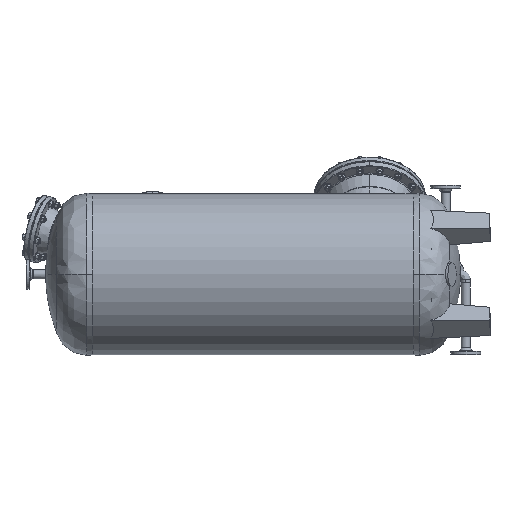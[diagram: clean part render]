
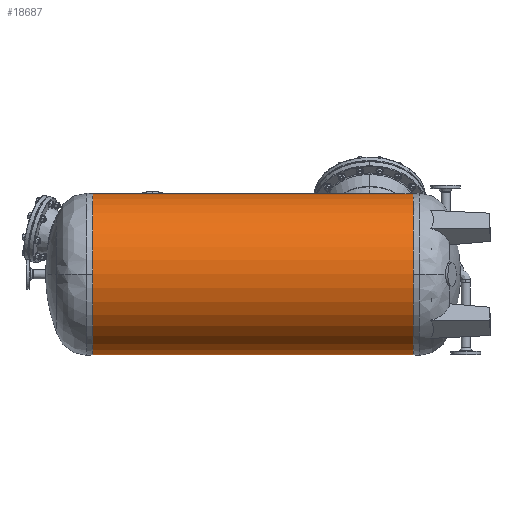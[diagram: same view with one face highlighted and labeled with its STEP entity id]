
A CAD part, left-side view. The second image highlights one B-rep face of the part: STEP entity #18687.
In plain terms, the highlighted cylindrical face has radius 407 mm (diameter 814 mm), a partial arc.
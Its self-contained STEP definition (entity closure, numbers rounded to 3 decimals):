
#490 = ORIENTED_EDGE ( 'NONE', *, *, #4920, .T. ) ;
#3321 = EDGE_CURVE ( 'NONE', #54685, #20294, #18606, .T. ) ;
#3374 = DIRECTION ( 'NONE',  ( 0., 1., 0. ) ) ;
#4548 = CARTESIAN_POINT ( 'NONE',  ( 0., 230.838, 0. ) ) ;
#4920 = EDGE_CURVE ( 'NONE', #47999, #12485, #42014, .T. ) ;
#5346 = CARTESIAN_POINT ( 'NONE',  ( 0., 1851.162, -407. ) ) ;
#5883 = EDGE_CURVE ( 'NONE', #12485, #49885, #15799, .T. ) ;
#7742 = CARTESIAN_POINT ( 'NONE',  ( 0., 1851.162, 0. ) ) ;
#8623 = ORIENTED_EDGE ( 'NONE', *, *, #3321, .T. ) ;
#11408 = AXIS2_PLACEMENT_3D ( 'NONE', #4548, #21793, #38976 ) ;
#11623 = LINE ( 'NONE', #28844, #53366 ) ;
#11739 = DIRECTION ( 'NONE',  ( 0., -1., 0. ) ) ;
#12485 = VERTEX_POINT ( 'NONE', #26953 ) ;
#14276 = CARTESIAN_POINT ( 'NONE',  ( 0., 1851.162, 0. ) ) ;
#14708 = CIRCLE ( 'NONE', #24638, 407. ) ;
#15799 = CIRCLE ( 'NONE', #49996, 407. ) ;
#16048 = DIRECTION ( 'NONE',  ( 0., 1., 0. ) ) ;
#16685 = VECTOR ( 'NONE', #3374, 1000. ) ;
#18606 = CIRCLE ( 'NONE', #47382, 407. ) ;
#18687 = ADVANCED_FACE ( 'NONE', ( #21425 ), #54676, .T. ) ;
#19095 = VERTEX_POINT ( 'NONE', #5346 ) ;
#19686 = CARTESIAN_POINT ( 'NONE',  ( 0., 230.838, -407. ) ) ;
#19698 = ORIENTED_EDGE ( 'NONE', *, *, #27900, .T. ) ;
#19994 = AXIS2_PLACEMENT_3D ( 'NONE', #29071, #16048, #33280 ) ;
#20294 = VERTEX_POINT ( 'NONE', #31222 ) ;
#21425 = FACE_OUTER_BOUND ( 'NONE', #36225, .T. ) ;
#21793 = DIRECTION ( 'NONE',  ( 0., 1., 0. ) ) ;
#22481 = ORIENTED_EDGE ( 'NONE', *, *, #5883, .T. ) ;
#23595 = DIRECTION ( 'NONE',  ( 0., 0., 1. ) ) ;
#23996 = DIRECTION ( 'NONE',  ( 0., 1., 0. ) ) ;
#24566 = DIRECTION ( 'NONE',  ( 0., 1., 0. ) ) ;
#24638 = AXIS2_PLACEMENT_3D ( 'NONE', #7742, #11739, #34017 ) ;
#25435 = EDGE_CURVE ( 'NONE', #54685, #19095, #11623, .T. ) ;
#26953 = CARTESIAN_POINT ( 'NONE',  ( 0., 1851.162, 407. ) ) ;
#27900 = EDGE_CURVE ( 'NONE', #49885, #19095, #14708, .T. ) ;
#28844 = CARTESIAN_POINT ( 'NONE',  ( 0., 0., -407. ) ) ;
#29071 = CARTESIAN_POINT ( 'NONE',  ( 0., 0., 0. ) ) ;
#30835 = CARTESIAN_POINT ( 'NONE',  ( -407., 1851.162, 0. ) ) ;
#31222 = CARTESIAN_POINT ( 'NONE',  ( -407., 230.838, 0. ) ) ;
#33102 = CARTESIAN_POINT ( 'NONE',  ( 0., 230.838, 407. ) ) ;
#33280 = DIRECTION ( 'NONE',  ( 0., 0., 1. ) ) ;
#34017 = DIRECTION ( 'NONE',  ( 0., 0., 1. ) ) ;
#36225 = EDGE_LOOP ( 'NONE', ( #52198, #8623, #46913, #490, #22481, #19698 ) ) ;
#37230 = DIRECTION ( 'NONE',  ( 0., 0., 1. ) ) ;
#38976 = DIRECTION ( 'NONE',  ( 0., 0., 1. ) ) ;
#42014 = LINE ( 'NONE', #54421, #16685 ) ;
#44980 = DIRECTION ( 'NONE',  ( 0., -1., 0. ) ) ;
#45648 = CARTESIAN_POINT ( 'NONE',  ( 0., 230.838, 0. ) ) ;
#46913 = ORIENTED_EDGE ( 'NONE', *, *, #49347, .T. ) ;
#47382 = AXIS2_PLACEMENT_3D ( 'NONE', #45648, #23996, #37230 ) ;
#47999 = VERTEX_POINT ( 'NONE', #33102 ) ;
#48268 = CIRCLE ( 'NONE', #11408, 407. ) ;
#49347 = EDGE_CURVE ( 'NONE', #20294, #47999, #48268, .T. ) ;
#49885 = VERTEX_POINT ( 'NONE', #30835 ) ;
#49996 = AXIS2_PLACEMENT_3D ( 'NONE', #14276, #44980, #23595 ) ;
#52198 = ORIENTED_EDGE ( 'NONE', *, *, #25435, .F. ) ;
#53366 = VECTOR ( 'NONE', #24566, 1000. ) ;
#54421 = CARTESIAN_POINT ( 'NONE',  ( 0., 0., 407. ) ) ;
#54676 = CYLINDRICAL_SURFACE ( 'NONE', #19994, 407. ) ;
#54685 = VERTEX_POINT ( 'NONE', #19686 ) ;
